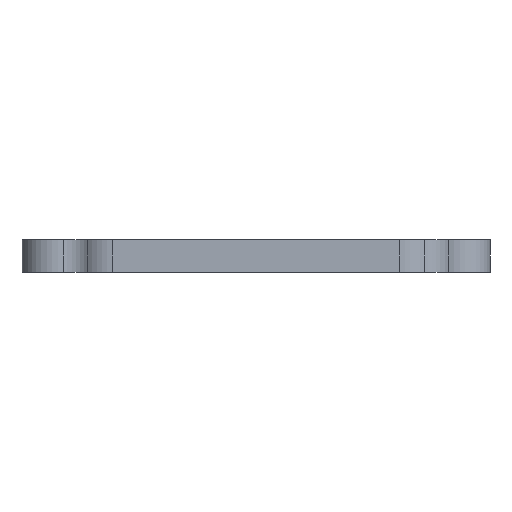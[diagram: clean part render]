
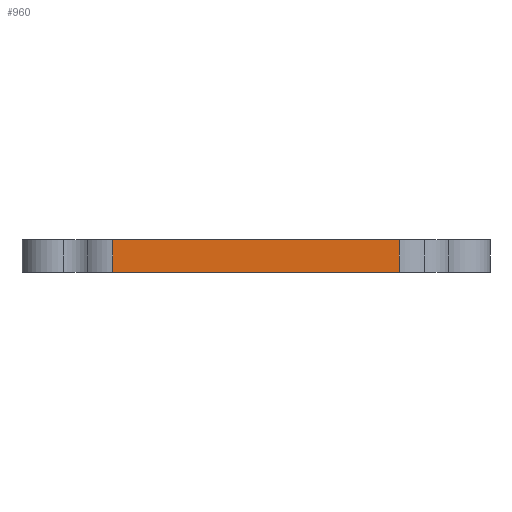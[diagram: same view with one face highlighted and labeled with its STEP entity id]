
A CAD part, front view. The second image highlights one B-rep face of the part: STEP entity #960.
In plain terms, the highlighted planar face has unit normal (0, -1, 0).
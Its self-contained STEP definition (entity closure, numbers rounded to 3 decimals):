
#102 = VERTEX_POINT('',#103);
#103 = CARTESIAN_POINT('',(-31.,7.,0.));
#110 = EDGE_CURVE('',#102,#111,#113,.T.);
#111 = VERTEX_POINT('',#112);
#112 = CARTESIAN_POINT('',(-9.,7.,0.));
#113 = LINE('',#114,#115);
#114 = CARTESIAN_POINT('',(-31.,7.,0.));
#115 = VECTOR('',#116,1.);
#116 = DIRECTION('',(1.,0.,0.));
#917 = VERTEX_POINT('',#918);
#918 = CARTESIAN_POINT('',(-31.,7.,2.5));
#925 = EDGE_CURVE('',#102,#917,#926,.T.);
#926 = LINE('',#927,#928);
#927 = CARTESIAN_POINT('',(-31.,7.,0.));
#928 = VECTOR('',#929,1.);
#929 = DIRECTION('',(0.,0.,1.));
#960 = ADVANCED_FACE('',(#961),#979,.F.);
#961 = FACE_BOUND('',#962,.F.);
#962 = EDGE_LOOP('',(#963,#964,#972,#978));
#963 = ORIENTED_EDGE('',*,*,#925,.T.);
#964 = ORIENTED_EDGE('',*,*,#965,.T.);
#965 = EDGE_CURVE('',#917,#966,#968,.T.);
#966 = VERTEX_POINT('',#967);
#967 = CARTESIAN_POINT('',(-9.,7.,2.5));
#968 = LINE('',#969,#970);
#969 = CARTESIAN_POINT('',(-31.,7.,2.5));
#970 = VECTOR('',#971,1.);
#971 = DIRECTION('',(1.,0.,0.));
#972 = ORIENTED_EDGE('',*,*,#973,.F.);
#973 = EDGE_CURVE('',#111,#966,#974,.T.);
#974 = LINE('',#975,#976);
#975 = CARTESIAN_POINT('',(-9.,7.,0.));
#976 = VECTOR('',#977,1.);
#977 = DIRECTION('',(0.,0.,1.));
#978 = ORIENTED_EDGE('',*,*,#110,.F.);
#979 = PLANE('',#980);
#980 = AXIS2_PLACEMENT_3D('',#981,#982,#983);
#981 = CARTESIAN_POINT('',(-31.,7.,0.));
#982 = DIRECTION('',(0.,1.,0.));
#983 = DIRECTION('',(1.,0.,0.));
